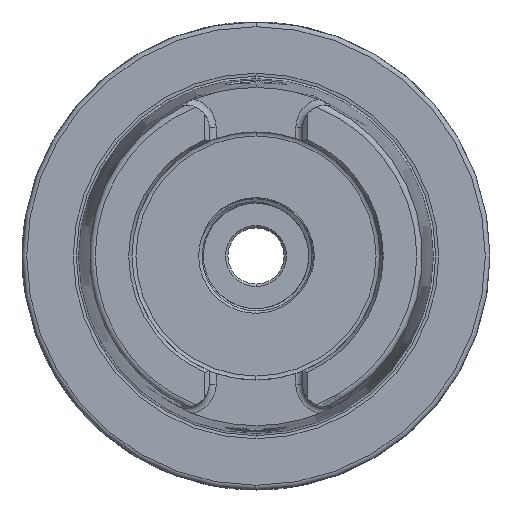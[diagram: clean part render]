
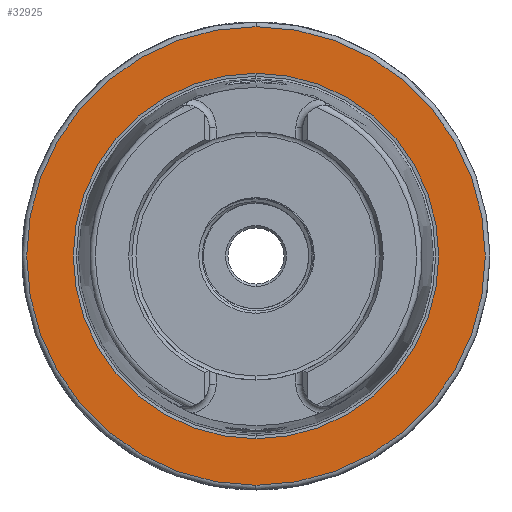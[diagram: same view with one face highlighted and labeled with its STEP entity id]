
A CAD part, left-side view. The second image highlights one B-rep face of the part: STEP entity #32925.
In plain terms, the highlighted planar face has unit normal (-1, 0, 0).
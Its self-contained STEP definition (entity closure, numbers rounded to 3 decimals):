
#1270 = AXIS2_PLACEMENT_3D ( 'NONE', #3700, #3701, #3702 ) ;
#1285 = AXIS2_PLACEMENT_3D ( 'NONE', #3743, #3744, #3745 ) ;
#3700 = CARTESIAN_POINT ( 'NONE',  ( 0., 0., 0. ) ) ;
#3701 = DIRECTION ( 'NONE',  ( -1., 0., 0. ) ) ;
#3702 = DIRECTION ( 'NONE',  ( 0., 0., 1. ) ) ;
#3743 = CARTESIAN_POINT ( 'NONE',  ( 0., 0., 0. ) ) ;
#3744 = DIRECTION ( 'NONE',  ( 1., 0., 0. ) ) ;
#3745 = DIRECTION ( 'NONE',  ( 0., 0., -1. ) ) ;
#5289 = AXIS2_PLACEMENT_3D ( 'NONE', #9284, #9285, #9286 ) ;
#5328 = FACE_OUTER_BOUND ( 'NONE', #24505, .T. ) ;
#5331 = FACE_BOUND ( 'NONE', #23288, .T. ) ;
#5333 = AXIS2_PLACEMENT_3D ( 'NONE', #9346, #9347, #9348 ) ;
#5520 = AXIS2_PLACEMENT_3D ( 'NONE', #14729, #14730, #14731 ) ;
#5757 = CIRCLE ( 'NONE', #5289, 39.054 ) ;
#5784 = CIRCLE ( 'NONE', #5520, 49. ) ;
#9284 = CARTESIAN_POINT ( 'NONE',  ( 0., 0., 0. ) ) ;
#9285 = DIRECTION ( 'NONE',  ( 1., 0., 0. ) ) ;
#9286 = DIRECTION ( 'NONE',  ( 0., 0., -1. ) ) ;
#9345 = PLANE ( 'NONE',  #5333 ) ;
#9346 = CARTESIAN_POINT ( 'NONE',  ( 0., 39.054, 0. ) ) ;
#9347 = DIRECTION ( 'NONE',  ( -1., 0., 0. ) ) ;
#9348 = DIRECTION ( 'NONE',  ( 0., 0., 1. ) ) ;
#14729 = CARTESIAN_POINT ( 'NONE',  ( 0., 0., 0. ) ) ;
#14730 = DIRECTION ( 'NONE',  ( -1., 0., 0. ) ) ;
#14731 = DIRECTION ( 'NONE',  ( 0., 0., 1. ) ) ;
#15356 = VERTEX_POINT ( 'NONE', #34663 ) ;
#15400 = VERTEX_POINT ( 'NONE', #34682 ) ;
#15565 = VERTEX_POINT ( 'NONE', #34712 ) ;
#15812 = VERTEX_POINT ( 'NONE', #34735 ) ;
#23288 = EDGE_LOOP ( 'NONE', ( #33504, #33503 ) ) ;
#24505 = EDGE_LOOP ( 'NONE', ( #33501, #33502 ) ) ;
#32164 = EDGE_CURVE ( 'NONE', #15356, #15400, #34453, .T. ) ;
#32172 = EDGE_CURVE ( 'NONE', #15565, #15812, #34457, .T. ) ;
#32906 = EDGE_CURVE ( 'NONE', #15812, #15565, #5757, .T. ) ;
#32925 = ADVANCED_FACE ( 'NONE', ( #5328, #5331 ), #9345, .T. ) ;
#33501 = ORIENTED_EDGE ( 'NONE', *, *, #32164, .T. ) ;
#33502 = ORIENTED_EDGE ( 'NONE', *, *, #34178, .T. ) ;
#33503 = ORIENTED_EDGE ( 'NONE', *, *, #32906, .T. ) ;
#33504 = ORIENTED_EDGE ( 'NONE', *, *, #32172, .T. ) ;
#34178 = EDGE_CURVE ( 'NONE', #15400, #15356, #5784, .T. ) ;
#34453 = CIRCLE ( 'NONE', #1270, 49. ) ;
#34457 = CIRCLE ( 'NONE', #1285, 39.054 ) ;
#34663 = CARTESIAN_POINT ( 'NONE',  ( 0., 0., 49. ) ) ;
#34682 = CARTESIAN_POINT ( 'NONE',  ( 0., 0., -49. ) ) ;
#34712 = CARTESIAN_POINT ( 'NONE',  ( 0., 0., 39.054 ) ) ;
#34735 = CARTESIAN_POINT ( 'NONE',  ( 0., 0., -39.054 ) ) ;
